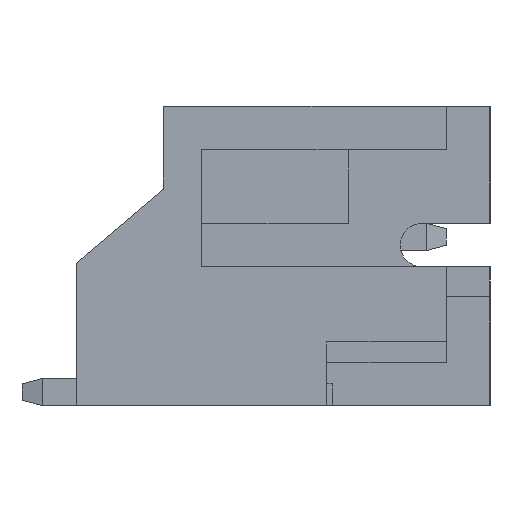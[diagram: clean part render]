
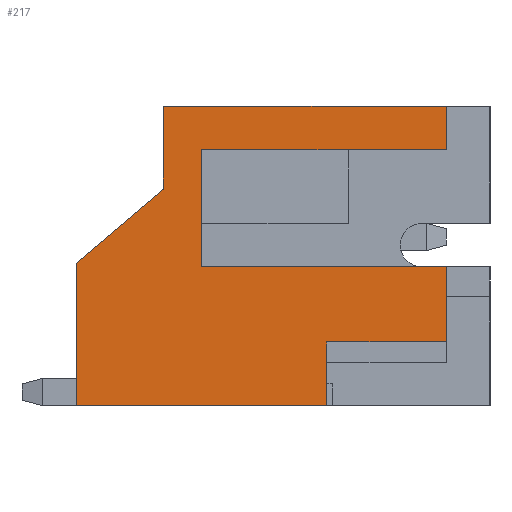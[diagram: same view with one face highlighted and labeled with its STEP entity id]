
A CAD part, left-side view. The second image highlights one B-rep face of the part: STEP entity #217.
In plain terms, the highlighted planar face has unit normal (-1, 0, 0).
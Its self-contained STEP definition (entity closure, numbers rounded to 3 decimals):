
#217=ADVANCED_FACE('',(#5162),#5164,.T.);
#5162=FACE_BOUND('',#5163,.T.);
#5163=EDGE_LOOP('',(#9181,#9182,#9183,#9184,#9185,#9186,#9187,#9188,#9189,#9190,
#9191,#9192));
#5164=PLANE('',#5165);
#5165=AXIS2_PLACEMENT_3D('',#5166,#5167,#5168);
#5166=CARTESIAN_POINT('',(-2.95,0.,0.));
#5167=DIRECTION('',(-1.,0.,0.));
#5168=DIRECTION('',(0.,0.,1.));
#9181=ORIENTED_EDGE('',*,*,#11964,.T.);
#9182=ORIENTED_EDGE('',*,*,#11965,.T.);
#9183=ORIENTED_EDGE('',*,*,#11817,.T.);
#9184=ORIENTED_EDGE('',*,*,#11930,.T.);
#9185=ORIENTED_EDGE('',*,*,#11966,.T.);
#9186=ORIENTED_EDGE('',*,*,#11967,.T.);
#9187=ORIENTED_EDGE('',*,*,#11968,.T.);
#9188=ORIENTED_EDGE('',*,*,#11969,.T.);
#9189=ORIENTED_EDGE('',*,*,#11970,.T.);
#9190=ORIENTED_EDGE('',*,*,#11971,.T.);
#9191=ORIENTED_EDGE('',*,*,#11972,.T.);
#9192=ORIENTED_EDGE('',*,*,#11973,.T.);
#11817=EDGE_CURVE('',#13243,#13241,#13244,.T.);
#11930=EDGE_CURVE('',#13241,#13457,#13459,.T.);
#11964=EDGE_CURVE('',#13517,#13518,#13519,.F.);
#11965=EDGE_CURVE('',#13518,#13243,#13520,.F.);
#11966=EDGE_CURVE('',#13457,#13521,#13522,.T.);
#11967=EDGE_CURVE('',#13521,#13523,#13524,.T.);
#11968=EDGE_CURVE('',#13523,#13525,#13526,.T.);
#11969=EDGE_CURVE('',#13525,#13527,#13528,.F.);
#11970=EDGE_CURVE('',#13527,#13529,#13530,.F.);
#11971=EDGE_CURVE('',#13529,#13531,#13532,.F.);
#11972=EDGE_CURVE('',#13531,#13533,#13534,.F.);
#11973=EDGE_CURVE('',#13533,#13517,#13535,.F.);
#13241=VERTEX_POINT('',#15568);
#13243=VERTEX_POINT('',#15572);
#13244=LINE('',#15573,#15574);
#13457=VERTEX_POINT('',#16011);
#13459=LINE('',#16015,#16016);
#13517=VERTEX_POINT('',#16143);
#13518=VERTEX_POINT('',#16144);
#13519=LINE('',#16145,#16146);
#13520=LINE('',#16148,#16149);
#13521=VERTEX_POINT('',#16151);
#13522=LINE('',#16152,#16153);
#13523=VERTEX_POINT('',#16155);
#13524=LINE('',#16156,#16157);
#13525=VERTEX_POINT('',#16159);
#13526=LINE('',#16160,#16161);
#13527=VERTEX_POINT('',#16163);
#13528=LINE('',#16164,#16165);
#13529=VERTEX_POINT('',#16167);
#13530=LINE('',#16168,#16169);
#13531=VERTEX_POINT('',#16171);
#13532=LINE('',#16172,#16173);
#13533=VERTEX_POINT('',#16175);
#13534=LINE('',#16176,#16177);
#13535=LINE('',#16179,#16180);
#15568=CARTESIAN_POINT('',(-2.95,0.,5.5));
#15572=CARTESIAN_POINT('',(-2.95,-5.2,5.5));
#15573=CARTESIAN_POINT('',(-2.95,-5.2,5.5));
#15574=VECTOR('',#15575,1.);
#15575=DIRECTION('',(0.,1.,0.));
#16011=CARTESIAN_POINT('',(-2.95,0.,3.979));
#16015=CARTESIAN_POINT('',(-2.95,0.,5.5));
#16016=VECTOR('',#16017,1.);
#16017=DIRECTION('',(0.,0.,-1.));
#16143=CARTESIAN_POINT('',(-2.95,-0.7,4.7));
#16144=CARTESIAN_POINT('',(-2.95,-5.2,4.7));
#16145=CARTESIAN_POINT('',(-2.95,-5.2,4.7));
#16146=VECTOR('',#16147,1.);
#16147=DIRECTION('',(0.,1.,0.));
#16148=CARTESIAN_POINT('',(-2.95,-5.2,5.5));
#16149=VECTOR('',#16150,1.);
#16150=DIRECTION('',(0.,0.,-1.));
#16151=CARTESIAN_POINT('',(-2.95,1.6,2.618));
#16152=CARTESIAN_POINT('',(-2.95,0.,3.979));
#16153=VECTOR('',#16154,1.);
#16154=DIRECTION('',(0.,0.762,-0.648));
#16155=CARTESIAN_POINT('',(-2.95,1.6,0.));
#16156=CARTESIAN_POINT('',(-2.95,1.6,2.618));
#16157=VECTOR('',#16158,1.);
#16158=DIRECTION('',(0.,0.,-1.));
#16159=CARTESIAN_POINT('',(-2.95,-3.,0.));
#16160=CARTESIAN_POINT('',(-2.95,1.6,0.));
#16161=VECTOR('',#16162,1.);
#16162=DIRECTION('',(0.,-1.,0.));
#16163=CARTESIAN_POINT('',(-2.95,-3.,1.17));
#16164=CARTESIAN_POINT('',(-2.95,-3.,1.17));
#16165=VECTOR('',#16166,1.);
#16166=DIRECTION('',(0.,0.,-1.));
#16167=CARTESIAN_POINT('',(-2.95,-5.2,1.17));
#16168=CARTESIAN_POINT('',(-2.95,-5.2,1.17));
#16169=VECTOR('',#16170,1.);
#16170=DIRECTION('',(0.,1.,0.));
#16171=CARTESIAN_POINT('',(-2.95,-5.2,2.55));
#16172=CARTESIAN_POINT('',(-2.95,-5.2,2.55));
#16173=VECTOR('',#16174,1.);
#16174=DIRECTION('',(0.,0.,-1.));
#16175=CARTESIAN_POINT('',(-2.95,-0.7,2.55));
#16176=CARTESIAN_POINT('',(-2.95,-0.7,2.55));
#16177=VECTOR('',#16178,1.);
#16178=DIRECTION('',(0.,-1.,0.));
#16179=CARTESIAN_POINT('',(-2.95,-0.7,4.7));
#16180=VECTOR('',#16181,1.);
#16181=DIRECTION('',(0.,0.,-1.));
